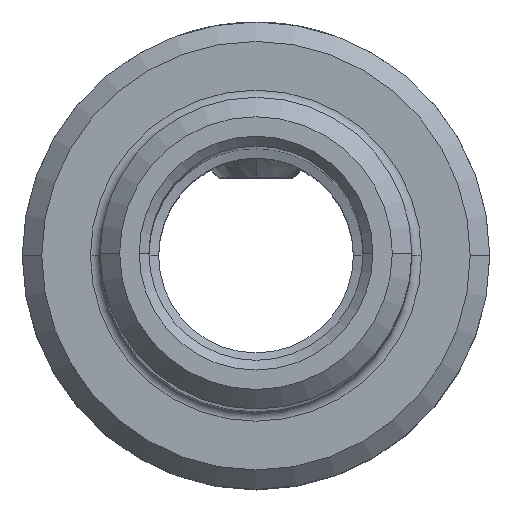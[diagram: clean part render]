
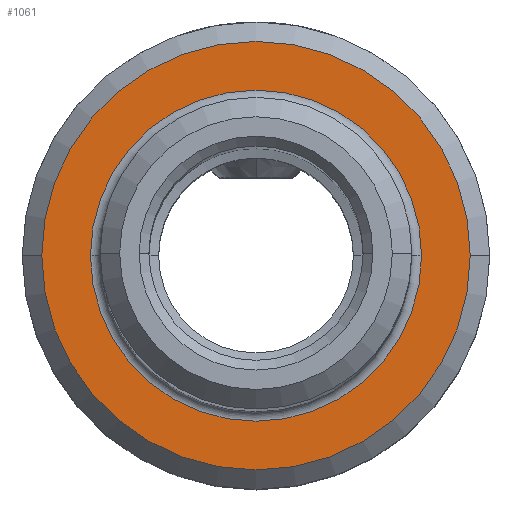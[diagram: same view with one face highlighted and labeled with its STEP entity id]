
A CAD part, top view. The second image highlights one B-rep face of the part: STEP entity #1061.
In plain terms, the highlighted planar face has unit normal (0, 0, 1).
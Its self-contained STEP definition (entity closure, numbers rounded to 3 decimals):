
#433=EDGE_CURVE('NONE',#1031,#929,#1211,.T.);
#611=VERTEX_POINT('NONE',#1414);
#761=EDGE_CURVE('NONE',#611,#1081,#1571,.T.);
#763=EDGE_CURVE('NONE',#929,#1031,#1573,.T.);
#781=EDGE_CURVE('NONE',#1081,#611,#1593,.T.);
#929=VERTEX_POINT('NONE',#1765);
#1031=VERTEX_POINT('NONE',#1886);
#1061=ADVANCED_FACE('NONE',(#1920,#1921),#1922,.T.);
#1081=VERTEX_POINT('NONE',#1945);
#1211=CIRCLE('',#2095,11.0);
#1414=CARTESIAN_POINT('',(8.5,0.,25.0));
#1571=CIRCLE('',#2645,8.5);
#1573=CIRCLE('',#2648,11.0);
#1593=CIRCLE('',#2676,8.5);
#1765=CARTESIAN_POINT('',(11.0,0.,25.0));
#1886=CARTESIAN_POINT('',(-11.0,0.0,25.0));
#1920=FACE_OUTER_BOUND('',#3208,.T.);
#1921=FACE_BOUND('',#3209,.T.);
#1922=PLANE('',#3210);
#1945=CARTESIAN_POINT('',(-8.5,0.0,25.0));
#2095=AXIS2_PLACEMENT_3D('',#3455,#3456,#3457);
#2645=AXIS2_PLACEMENT_3D('',#3848,#3849,#3850);
#2648=AXIS2_PLACEMENT_3D('',#3851,#3852,#3853);
#2676=AXIS2_PLACEMENT_3D('',#3872,#3873,#3874);
#3208=EDGE_LOOP('',(#4321,#4322));
#3209=EDGE_LOOP('',(#4323,#4324));
#3210=AXIS2_PLACEMENT_3D('',#4325,#4326,#4327);
#3455=CARTESIAN_POINT('',(0.0,0.0,25.0));
#3456=DIRECTION('',(0.0,0.0,-1.0));
#3457=DIRECTION('',(-1.0,0.0,0.0));
#3848=CARTESIAN_POINT('',(0.0,0.0,25.0));
#3849=DIRECTION('',(0.0,0.0,-1.0));
#3850=DIRECTION('',(-1.0,0.0,0.0));
#3851=CARTESIAN_POINT('',(0.0,0.0,25.0));
#3852=DIRECTION('',(0.0,0.0,-1.0));
#3853=DIRECTION('',(-1.0,0.0,0.0));
#3872=CARTESIAN_POINT('',(0.0,0.0,25.0));
#3873=DIRECTION('',(0.0,0.0,-1.0));
#3874=DIRECTION('',(-1.0,0.0,0.0));
#4321=ORIENTED_EDGE('',*,*,#433,.F.);
#4322=ORIENTED_EDGE('',*,*,#763,.F.);
#4323=ORIENTED_EDGE('',*,*,#781,.T.);
#4324=ORIENTED_EDGE('',*,*,#761,.T.);
#4325=CARTESIAN_POINT('',(0.0,8.5,25.0));
#4326=DIRECTION('',(0.0,0.0,1.0));
#4327=DIRECTION('',(1.0,0.0,0.0));
